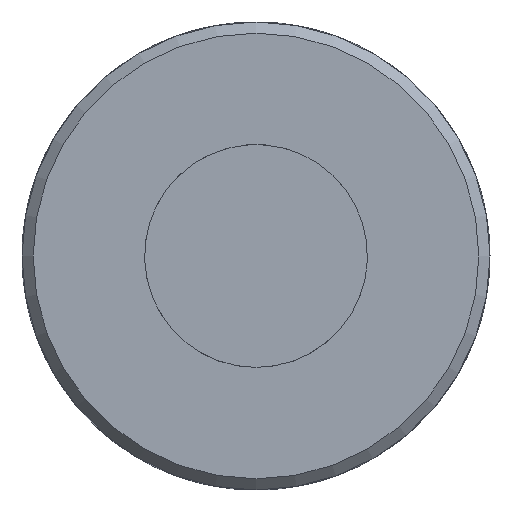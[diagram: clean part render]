
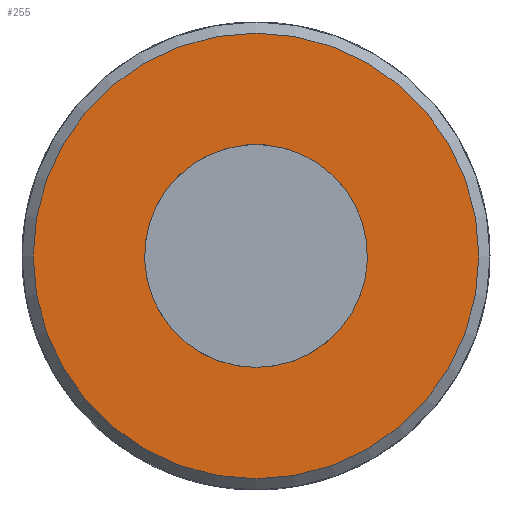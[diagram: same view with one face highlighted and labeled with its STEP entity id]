
A CAD part, left-side view. The second image highlights one B-rep face of the part: STEP entity #255.
In plain terms, the highlighted planar face has unit normal (-1, 0, 0).
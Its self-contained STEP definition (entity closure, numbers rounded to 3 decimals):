
#255 = ADVANCED_FACE( '', ( #521, #522 ), #523, .F. );
#521 = FACE_OUTER_BOUND( '', #807, .T. );
#522 = FACE_BOUND( '', #808, .T. );
#523 = PLANE( '', #809 );
#807 = EDGE_LOOP( '', ( #1232 ) );
#808 = EDGE_LOOP( '', ( #1233 ) );
#809 = AXIS2_PLACEMENT_3D( '', #1234, #1235, #1236 );
#1232 = ORIENTED_EDGE( '', *, *, #1565, .F. );
#1233 = ORIENTED_EDGE( '', *, *, #1668, .T. );
#1234 = CARTESIAN_POINT( '', ( 0., 0., 0. ) );
#1235 = DIRECTION( '', ( 1., 0., 0. ) );
#1236 = DIRECTION( '', ( 0., 0., -1. ) );
#1565 = EDGE_CURVE( '', #1816, #1816, #1817, .T. );
#1668 = EDGE_CURVE( '', #1973, #1973, #1974, .T. );
#1816 = VERTEX_POINT( '', #2234 );
#1817 = CIRCLE( '', #2235, 20. );
#1973 = VERTEX_POINT( '', #3358 );
#1974 = CIRCLE( '', #3359, 10. );
#2234 = CARTESIAN_POINT( '', ( 0., 0., -20. ) );
#2235 = AXIS2_PLACEMENT_3D( '', #3573, #3574, #3575 );
#3358 = CARTESIAN_POINT( '', ( 0., 0., -10. ) );
#3359 = AXIS2_PLACEMENT_3D( '', #3682, #3683, #3684 );
#3573 = CARTESIAN_POINT( '', ( 0., 0., 0. ) );
#3574 = DIRECTION( '', ( 1., 0., 0. ) );
#3575 = DIRECTION( '', ( 0., 0., -1. ) );
#3682 = CARTESIAN_POINT( '', ( 0., 0., 0. ) );
#3683 = DIRECTION( '', ( 1., 0., 0. ) );
#3684 = DIRECTION( '', ( 0., 0., -1. ) );
